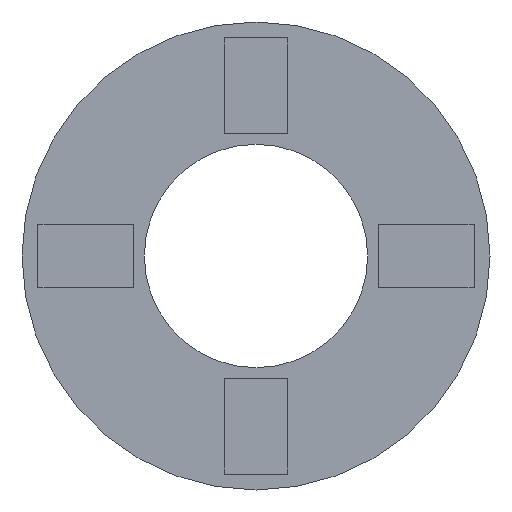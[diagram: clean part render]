
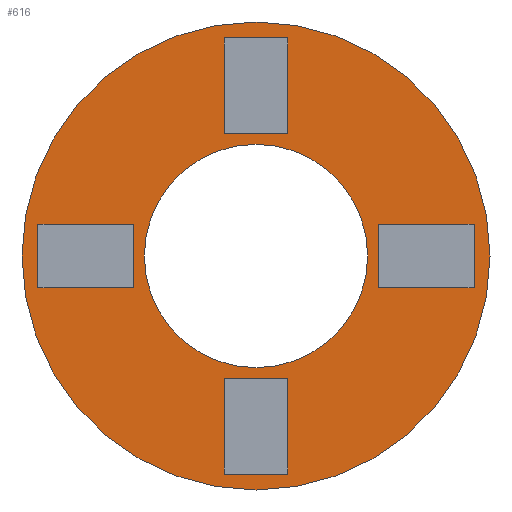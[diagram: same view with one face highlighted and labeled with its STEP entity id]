
A CAD part, front view. The second image highlights one B-rep face of the part: STEP entity #616.
In plain terms, the highlighted planar face has unit normal (0, -1, 0).
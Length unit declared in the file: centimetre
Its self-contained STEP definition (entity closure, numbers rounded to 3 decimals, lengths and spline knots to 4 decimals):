
#28=FACE_BOUND('',#144,.T.);
#29=FACE_BOUND('',#145,.T.);
#30=FACE_BOUND('',#146,.T.);
#31=FACE_BOUND('',#147,.T.);
#32=FACE_BOUND('',#148,.T.);
#58=PLANE('',#695);
#94=FACE_OUTER_BOUND('',#143,.T.);
#143=EDGE_LOOP('',(#553));
#144=EDGE_LOOP('',(#554,#555,#556,#557));
#145=EDGE_LOOP('',(#558,#559,#560,#561));
#146=EDGE_LOOP('',(#562,#563,#564,#565));
#147=EDGE_LOOP('',(#566,#567,#568,#569));
#148=EDGE_LOOP('',(#570));
#153=LINE('',#896,#211);
#157=LINE('',#904,#215);
#160=LINE('',#910,#218);
#163=LINE('',#915,#221);
#165=LINE('',#921,#223);
#169=LINE('',#929,#227);
#172=LINE('',#935,#230);
#175=LINE('',#940,#233);
#177=LINE('',#946,#235);
#181=LINE('',#954,#239);
#184=LINE('',#960,#242);
#187=LINE('',#965,#245);
#189=LINE('',#971,#247);
#193=LINE('',#979,#251);
#196=LINE('',#985,#254);
#199=LINE('',#990,#257);
#211=VECTOR('',#728,1.);
#215=VECTOR('',#734,1.);
#218=VECTOR('',#739,1.);
#221=VECTOR('',#744,1.);
#223=VECTOR('',#750,1.);
#227=VECTOR('',#756,1.);
#230=VECTOR('',#761,1.);
#233=VECTOR('',#766,1.);
#235=VECTOR('',#772,1.);
#239=VECTOR('',#778,1.);
#242=VECTOR('',#783,1.);
#245=VECTOR('',#788,1.);
#247=VECTOR('',#794,1.);
#251=VECTOR('',#800,1.);
#254=VECTOR('',#805,1.);
#257=VECTOR('',#810,1.);
#282=CIRCLE('',#690,0.525);
#284=CIRCLE('',#693,1.1);
#293=VERTEX_POINT('',#894);
#294=VERTEX_POINT('',#895);
#297=VERTEX_POINT('',#903);
#299=VERTEX_POINT('',#909);
#301=VERTEX_POINT('',#919);
#302=VERTEX_POINT('',#920);
#305=VERTEX_POINT('',#928);
#307=VERTEX_POINT('',#934);
#309=VERTEX_POINT('',#944);
#310=VERTEX_POINT('',#945);
#313=VERTEX_POINT('',#953);
#315=VERTEX_POINT('',#959);
#317=VERTEX_POINT('',#969);
#318=VERTEX_POINT('',#970);
#321=VERTEX_POINT('',#978);
#323=VERTEX_POINT('',#984);
#334=VERTEX_POINT('',#1024);
#336=VERTEX_POINT('',#1030);
#349=EDGE_CURVE('',#293,#294,#153,.T.);
#353=EDGE_CURVE('',#294,#297,#157,.T.);
#356=EDGE_CURVE('',#297,#299,#160,.T.);
#359=EDGE_CURVE('',#299,#293,#163,.T.);
#361=EDGE_CURVE('',#301,#302,#165,.T.);
#365=EDGE_CURVE('',#302,#305,#169,.T.);
#368=EDGE_CURVE('',#305,#307,#172,.T.);
#371=EDGE_CURVE('',#307,#301,#175,.T.);
#373=EDGE_CURVE('',#309,#310,#177,.T.);
#377=EDGE_CURVE('',#310,#313,#181,.T.);
#380=EDGE_CURVE('',#313,#315,#184,.T.);
#383=EDGE_CURVE('',#315,#309,#187,.T.);
#385=EDGE_CURVE('',#317,#318,#189,.T.);
#389=EDGE_CURVE('',#318,#321,#193,.T.);
#392=EDGE_CURVE('',#321,#323,#196,.T.);
#395=EDGE_CURVE('',#323,#317,#199,.T.);
#411=EDGE_CURVE('',#334,#334,#282,.T.);
#414=EDGE_CURVE('',#336,#336,#284,.T.);
#553=ORIENTED_EDGE('',*,*,#414,.F.);
#554=ORIENTED_EDGE('',*,*,#349,.T.);
#555=ORIENTED_EDGE('',*,*,#353,.T.);
#556=ORIENTED_EDGE('',*,*,#356,.T.);
#557=ORIENTED_EDGE('',*,*,#359,.T.);
#558=ORIENTED_EDGE('',*,*,#361,.T.);
#559=ORIENTED_EDGE('',*,*,#365,.T.);
#560=ORIENTED_EDGE('',*,*,#368,.T.);
#561=ORIENTED_EDGE('',*,*,#371,.T.);
#562=ORIENTED_EDGE('',*,*,#373,.T.);
#563=ORIENTED_EDGE('',*,*,#377,.T.);
#564=ORIENTED_EDGE('',*,*,#380,.T.);
#565=ORIENTED_EDGE('',*,*,#383,.T.);
#566=ORIENTED_EDGE('',*,*,#385,.T.);
#567=ORIENTED_EDGE('',*,*,#389,.T.);
#568=ORIENTED_EDGE('',*,*,#392,.T.);
#569=ORIENTED_EDGE('',*,*,#395,.T.);
#570=ORIENTED_EDGE('',*,*,#411,.F.);
#616=ADVANCED_FACE('',(#94,#28,#29,#30,#31,#32),#58,.F.);
#690=AXIS2_PLACEMENT_3D('',#1026,#855,#856);
#693=AXIS2_PLACEMENT_3D('',#1032,#862,#863);
#695=AXIS2_PLACEMENT_3D('',#1034,#866,#867);
#728=DIRECTION('',(0.,0.,-1.));
#734=DIRECTION('',(-1.,0.,0.));
#739=DIRECTION('',(0.,0.,1.));
#744=DIRECTION('',(1.,0.,0.));
#750=DIRECTION('',(-1.,0.,0.));
#756=DIRECTION('',(0.,0.,1.));
#761=DIRECTION('',(1.,0.,0.));
#766=DIRECTION('',(0.,0.,-1.));
#772=DIRECTION('',(1.,0.,0.));
#778=DIRECTION('',(0.,0.,-1.));
#783=DIRECTION('',(-1.,0.,0.));
#788=DIRECTION('',(0.,0.,1.));
#794=DIRECTION('',(0.,0.,-1.));
#800=DIRECTION('',(-1.,0.,0.));
#805=DIRECTION('',(0.,0.,1.));
#810=DIRECTION('',(1.,0.,0.));
#855=DIRECTION('center_axis',(0.,-1.,0.));
#856=DIRECTION('ref_axis',(1.,0.,0.));
#862=DIRECTION('center_axis',(0.,1.,0.));
#863=DIRECTION('ref_axis',(-1.,0.,0.));
#866=DIRECTION('center_axis',(0.,1.,0.));
#867=DIRECTION('ref_axis',(0.,0.,1.));
#894=CARTESIAN_POINT('',(-0.575,0.,0.15));
#895=CARTESIAN_POINT('',(-0.575,0.,-0.15));
#896=CARTESIAN_POINT('',(-0.575,0.,-0.075));
#903=CARTESIAN_POINT('',(-1.025,0.,-0.15));
#904=CARTESIAN_POINT('',(-0.5125,0.,-0.15));
#909=CARTESIAN_POINT('',(-1.025,0.,0.15));
#910=CARTESIAN_POINT('',(-1.025,0.,0.075));
#915=CARTESIAN_POINT('',(-0.2875,0.,0.15));
#919=CARTESIAN_POINT('',(0.15,0.,0.575));
#920=CARTESIAN_POINT('',(-0.15,0.,0.575));
#921=CARTESIAN_POINT('',(-0.075,0.,0.575));
#928=CARTESIAN_POINT('',(-0.15,0.,1.025));
#929=CARTESIAN_POINT('',(-0.15,0.,0.5125));
#934=CARTESIAN_POINT('',(0.15,0.,1.025));
#935=CARTESIAN_POINT('',(0.075,0.,1.025));
#940=CARTESIAN_POINT('',(0.15,0.,0.2875));
#944=CARTESIAN_POINT('',(-0.15,0.,-0.575));
#945=CARTESIAN_POINT('',(0.15,0.,-0.575));
#946=CARTESIAN_POINT('',(0.075,0.,-0.575));
#953=CARTESIAN_POINT('',(0.15,0.,-1.025));
#954=CARTESIAN_POINT('',(0.15,0.,-0.5125));
#959=CARTESIAN_POINT('',(-0.15,0.,-1.025));
#960=CARTESIAN_POINT('',(-0.075,0.,-1.025));
#965=CARTESIAN_POINT('',(-0.15,0.,-0.2875));
#969=CARTESIAN_POINT('',(1.025,0.,0.15));
#970=CARTESIAN_POINT('',(1.025,0.,-0.15));
#971=CARTESIAN_POINT('',(1.025,0.,-0.075));
#978=CARTESIAN_POINT('',(0.575,0.,-0.15));
#979=CARTESIAN_POINT('',(0.2875,0.,-0.15));
#984=CARTESIAN_POINT('',(0.575,0.,0.15));
#985=CARTESIAN_POINT('',(0.575,0.,0.075));
#990=CARTESIAN_POINT('',(0.5125,0.,0.15));
#1024=CARTESIAN_POINT('',(-0.525,0.,0.));
#1026=CARTESIAN_POINT('Origin',(0.,0.,0.));
#1030=CARTESIAN_POINT('',(1.1,0.,0.));
#1032=CARTESIAN_POINT('Origin',(0.,0.,0.));
#1034=CARTESIAN_POINT('Origin',(0.,0.,0.));
